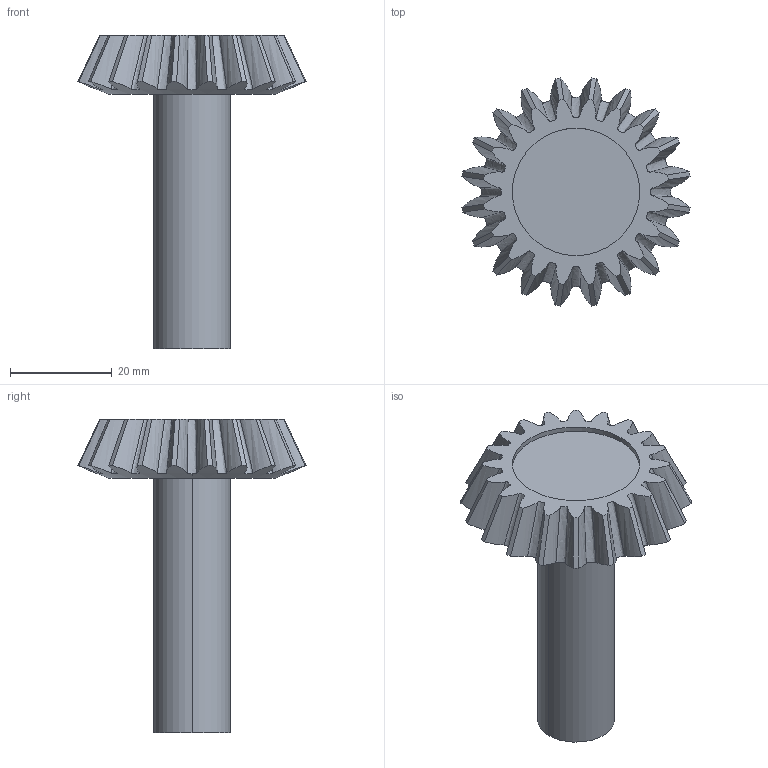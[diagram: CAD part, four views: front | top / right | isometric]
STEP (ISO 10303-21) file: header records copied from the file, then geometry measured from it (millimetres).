
FILE_DESCRIPTION (( 'STEP AP214' ), '1' );
FILE_NAME ('Driver.STEP', '2022-03-11T20:52:32', ( '' ), ( '' ), 'SwSTEP 2.0', 'SolidWorks 2020', '' );
FILE_SCHEMA (( 'AUTOMOTIVE_DESIGN' ));
Length unit declared in the file: millimetre
Products named in the file (1): Driver
Bounding box: 44.74 x 44.74 x 61.55 mm (x, y, z)
Volume: 20775 mm3; surface area: 6925.4 mm2
Topology: 1 solids, 1 shells, 90 faces, 258 edges, 172 vertices
Faces by surface type: bspline 60, cone 22, cylinder 4, plane 4
Entity records: 7526 total; most frequent: CARTESIAN_POINT 5585, ORIENTED_EDGE 516, EDGE_CURVE 258, DIRECTION 208, VERTEX_POINT 172, B_SPLINE_CURVE_WITH_KNOTS 162, EDGE_LOOP 92, ADVANCED_FACE 90
